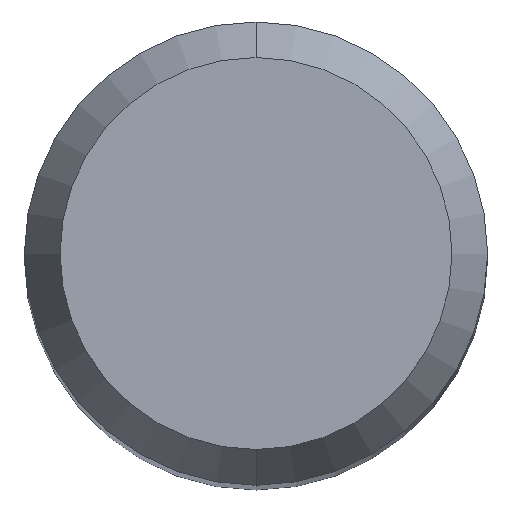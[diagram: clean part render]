
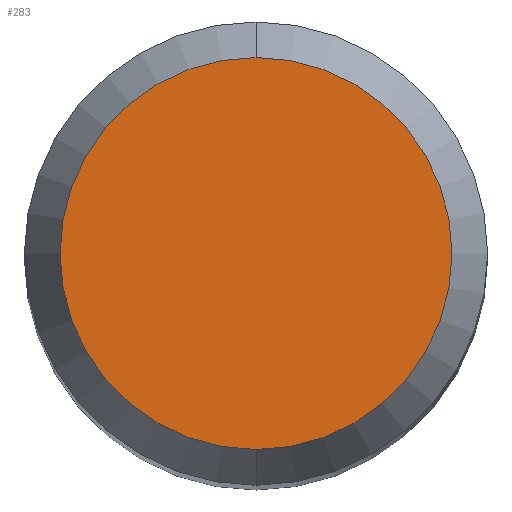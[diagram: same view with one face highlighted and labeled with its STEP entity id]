
A CAD part, top view. The second image highlights one B-rep face of the part: STEP entity #283.
In plain terms, the highlighted planar face has unit normal (0, 0, 1).
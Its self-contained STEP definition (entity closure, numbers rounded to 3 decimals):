
#223=VERTEX_POINT('',#544);
#269=EDGE_CURVE('',#381,#223,#595,.T.);
#283=ADVANCED_FACE('',(#611),#612,.T.);
#317=EDGE_CURVE('',#223,#381,#647,.T.);
#381=VERTEX_POINT('',#721);
#544=CARTESIAN_POINT('',(0.,-2.538,0.0));
#595=CIRCLE('',#1034,2.538);
#611=FACE_OUTER_BOUND('',#1081,.T.);
#612=PLANE('',#1082);
#647=CIRCLE('',#1134,2.538);
#721=CARTESIAN_POINT('',(0.0,2.538,0.0));
#1034=AXIS2_PLACEMENT_3D('',#1606,#1607,#1608);
#1081=EDGE_LOOP('',(#1635,#1636));
#1082=AXIS2_PLACEMENT_3D('',#1637,#1638,#1639);
#1134=AXIS2_PLACEMENT_3D('',#1659,#1660,#1661);
#1606=CARTESIAN_POINT('',(0.0,0.0,0.0));
#1607=DIRECTION('',(0.0,0.0,-1.0));
#1608=DIRECTION('',(0.0,1.0,0.0));
#1635=ORIENTED_EDGE('',*,*,#269,.F.);
#1636=ORIENTED_EDGE('',*,*,#317,.F.);
#1637=CARTESIAN_POINT('',(0.0,1.269,0.0));
#1638=DIRECTION('',(-0.0,0.0,1.0));
#1639=DIRECTION('',(0.0,-1.0,0.0));
#1659=CARTESIAN_POINT('',(0.0,0.0,0.0));
#1660=DIRECTION('',(0.0,0.0,-1.0));
#1661=DIRECTION('',(0.0,1.0,0.0));
